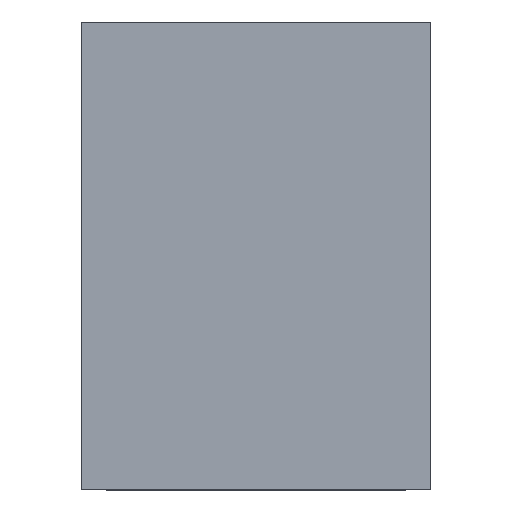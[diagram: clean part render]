
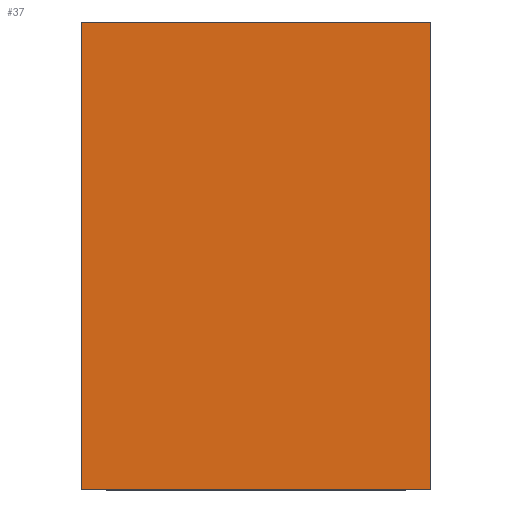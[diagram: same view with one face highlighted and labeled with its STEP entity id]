
A CAD part, top view. The second image highlights one B-rep face of the part: STEP entity #37.
In plain terms, the highlighted planar face has unit normal (0, 0, 1).
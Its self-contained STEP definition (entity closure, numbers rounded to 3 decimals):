
#37=ADVANCED_FACE('',(#53),#45,.F.);
#45=PLANE('',#172);
#53=FACE_OUTER_BOUND('',#61,.T.);
#61=EDGE_LOOP('',(#82,#83,#84,#85));
#82=ORIENTED_EDGE('',*,*,#128,.T.);
#83=ORIENTED_EDGE('',*,*,#120,.F.);
#84=ORIENTED_EDGE('',*,*,#129,.F.);
#85=ORIENTED_EDGE('',*,*,#126,.T.);
#107=VERTEX_POINT('',#226);
#108=VERTEX_POINT('',#228);
#112=VERTEX_POINT('',#238);
#113=VERTEX_POINT('',#240);
#120=EDGE_CURVE('',#107,#108,#138,.T.);
#126=EDGE_CURVE('',#113,#112,#144,.T.);
#128=EDGE_CURVE('',#112,#108,#146,.T.);
#129=EDGE_CURVE('',#113,#107,#147,.T.);
#138=LINE('',#227,#156);
#144=LINE('',#239,#162);
#146=LINE('',#243,#164);
#147=LINE('',#244,#165);
#156=VECTOR('',#187,1.);
#162=VECTOR('',#195,1.);
#164=VECTOR('',#199,1.);
#165=VECTOR('',#200,1.);
#172=AXIS2_PLACEMENT_3D('',#245,#201,#202);
#187=DIRECTION('',(0.,1.,0.));
#195=DIRECTION('',(0.,1.,0.));
#199=DIRECTION('',(-1.,0.,0.));
#200=DIRECTION('',(-1.,0.,0.));
#201=DIRECTION('',(0.,0.,-1.));
#202=DIRECTION('',(-1.,0.,0.));
#226=CARTESIAN_POINT('',(-161.,0.,377.));
#227=CARTESIAN_POINT('',(-161.,0.,377.));
#228=CARTESIAN_POINT('',(-161.,431.,377.));
#238=CARTESIAN_POINT('',(161.,431.,377.));
#239=CARTESIAN_POINT('',(161.,0.,377.));
#240=CARTESIAN_POINT('',(161.,0.,377.));
#243=CARTESIAN_POINT('',(161.,431.,377.));
#244=CARTESIAN_POINT('',(161.,0.,377.));
#245=CARTESIAN_POINT('',(161.,0.,377.));
